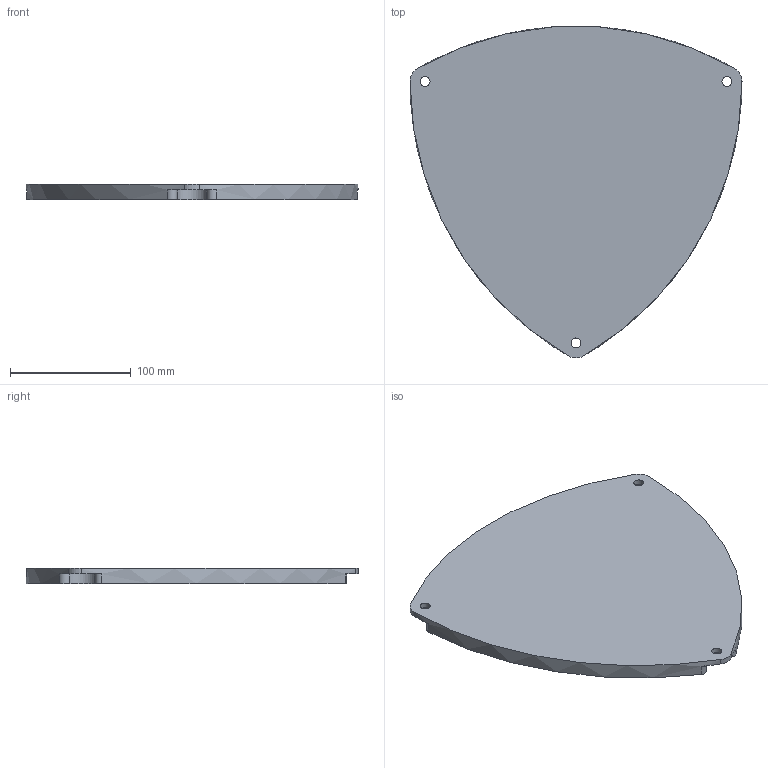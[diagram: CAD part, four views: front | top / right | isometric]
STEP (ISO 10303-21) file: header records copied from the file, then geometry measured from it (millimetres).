
FILE_DESCRIPTION((''),'2;1');
FILE_NAME('_BOTTOM PLATE.ipt.step','2013-11-27T00:13:56',(''),(''),'Autodesk Inventor 2013','Autodesk Inventor 2013','');
FILE_SCHEMA(('AUTOMOTIVE_DESIGN { 1 0 10303 214 1 1 1 1 }'));
Length unit declared in the file: millimetre
Products named in the file (1): _BOTTOM PLATE
Bounding box: 275 x 275 x 12.5 mm (x, y, z)
Volume: 665696.4 mm3; surface area: 119809.7 mm2
Topology: 1 solids, 1 shells, 23 faces, 66 edges, 45 vertices
Faces by surface type: cylinder 18, plane 5
Full cylindrical faces by diameter (mm): 8.2 x3
Entity records: 782 total; most frequent: DIRECTION 150, CARTESIAN_POINT 126, ORIENTED_EDGE 120, AXIS2_PLACEMENT_3D 66, EDGE_CURVE 60, VERTEX_POINT 42, CIRCLE 42, EDGE_LOOP 32
